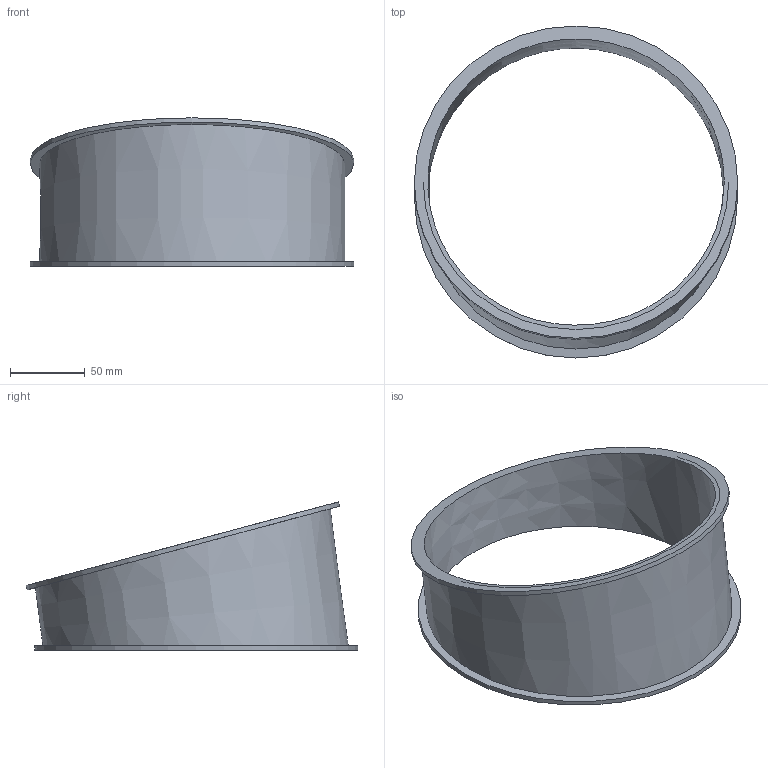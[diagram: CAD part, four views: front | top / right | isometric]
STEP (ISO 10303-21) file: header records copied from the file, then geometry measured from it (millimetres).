
FILE_DESCRIPTION(/* description */ (''),/* implementation_level */ '2;1');
FILE_NAME(/* name */ '4010015015686-Ø200x3 15°.stp',/* time_stamp */ '2015-05-28T14:13:02+02:00',/* author */ ('dpurucker'),/* organization */ (''),/* preprocessor_version */ 'ST-DEVELOPER v15.6',/* originating_system */ 'Autodesk Inventor 2015',/* authorisation */ '');
FILE_SCHEMA (('AUTOMOTIVE_DESIGN { 1 0 10303 214 3 1 1 }'));
Length unit declared in the file: millimetre
Products named in the file (1): Parameterskizze Segmente NEU
Bounding box: 216 x 221.68 x 99.03 mm (x, y, z)
Volume: 158736.9 mm3; surface area: 113693.4 mm2
Topology: 1 solids, 1 shells, 10 faces, 22 edges, 16 vertices
Faces by surface type: cylinder 4, plane 4, bspline 2
Full cylindrical faces by diameter (mm): 216 x2
Entity records: 635 total; most frequent: CARTESIAN_POINT 398, ORIENTED_EDGE 44, DIRECTION 35, EDGE_CURVE 20, EDGE_LOOP 18, AXIS2_PLACEMENT_3D 17, VERTEX_POINT 16, B_SPLINE_CURVE_WITH_KNOTS 11
